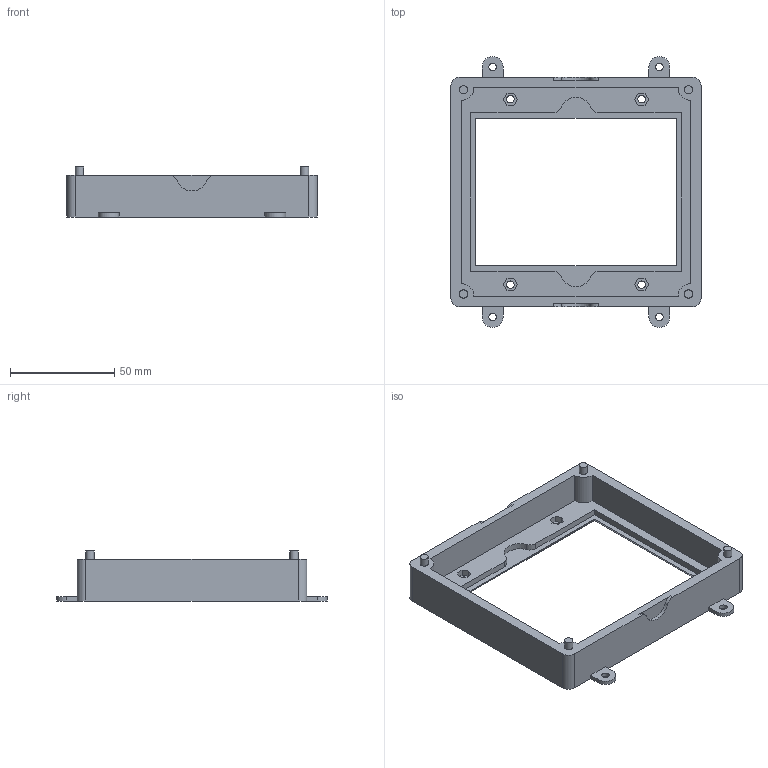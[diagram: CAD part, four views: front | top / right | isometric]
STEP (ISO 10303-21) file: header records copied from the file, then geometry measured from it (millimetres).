
FILE_DESCRIPTION(/* description */ ('STEP AP203'),/* implementation_level */ '2;1');
FILE_NAME(/* name */ '63e2d97d1c12461e8a1c3b22',/* time_stamp */ '2023-02-07T23:06:37+00:00',/* author */ (''),/* organization */ (''),/* preprocessor_version */ 'ST-DEVELOPER v18.102',/* originating_system */ ' ',/* authorisation */ ' ');
FILE_SCHEMA (('CONFIG_CONTROL_DESIGN'));
Length unit declared in the file: metre
Products named in the file (1): Spacer
Bounding box: 120 x 130 x 24 mm (x, y, z)
Volume: 62946.5 mm3; surface area: 30759.4 mm2
Topology: 1 solids, 1 shells, 104 faces, 283 edges, 191 vertices
Faces by surface type: plane 68, cylinder 36
Full cylindrical faces by diameter (mm): 3.6 x8, 4 x4
Entity records: 3238 total; most frequent: CARTESIAN_POINT 553, DIRECTION 546, ORIENTED_EDGE 528, EDGE_CURVE 264, LINE 192, VECTOR 192, VERTEX_POINT 184, AXIS2_PLACEMENT_3D 177
